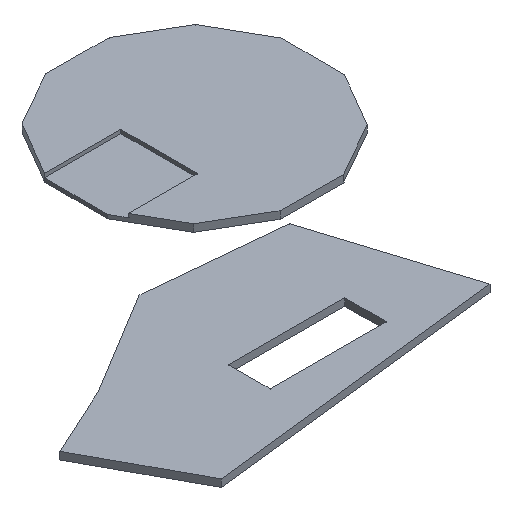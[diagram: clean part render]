
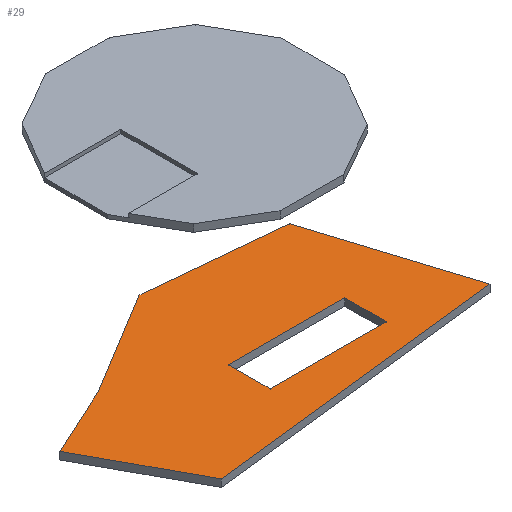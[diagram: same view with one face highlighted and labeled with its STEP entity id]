
A CAD part, isometric view. The second image highlights one B-rep face of the part: STEP entity #29.
In plain terms, the highlighted planar face has unit normal (0, 0, 1).
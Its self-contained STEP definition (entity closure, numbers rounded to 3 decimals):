
#17=FACE_BOUND('',#91,.T.);
#29=ADVANCED_FACE('',(#59,#17),#480,.T.);
#59=FACE_OUTER_BOUND('',#90,.T.);
#90=EDGE_LOOP('',(#160,#161,#162,#163,#164,#165));
#91=EDGE_LOOP('',(#166,#167,#168,#169));
#160=ORIENTED_EDGE('',*,*,#266,.T.);
#161=ORIENTED_EDGE('',*,*,#270,.T.);
#162=ORIENTED_EDGE('',*,*,#273,.T.);
#163=ORIENTED_EDGE('',*,*,#276,.T.);
#164=ORIENTED_EDGE('',*,*,#279,.T.);
#165=ORIENTED_EDGE('',*,*,#281,.T.);
#166=ORIENTED_EDGE('',*,*,#284,.T.);
#167=ORIENTED_EDGE('',*,*,#288,.T.);
#168=ORIENTED_EDGE('',*,*,#291,.T.);
#169=ORIENTED_EDGE('',*,*,#293,.T.);
#266=EDGE_CURVE('',#421,#420,#343,.T.);
#270=EDGE_CURVE('',#420,#423,#347,.T.);
#273=EDGE_CURVE('',#423,#425,#350,.T.);
#276=EDGE_CURVE('',#425,#427,#353,.T.);
#279=EDGE_CURVE('',#427,#429,#356,.T.);
#281=EDGE_CURVE('',#429,#421,#358,.T.);
#284=EDGE_CURVE('',#433,#432,#361,.T.);
#288=EDGE_CURVE('',#432,#435,#365,.T.);
#291=EDGE_CURVE('',#435,#437,#368,.T.);
#293=EDGE_CURVE('',#437,#433,#370,.T.);
#343=B_SPLINE_CURVE_WITH_KNOTS('',1,(#689,#690),.UNSPECIFIED.,.F.,.F.,(2,
2),(0.,113.269),.UNSPECIFIED.);
#347=B_SPLINE_CURVE_WITH_KNOTS('',1,(#697,#698),.UNSPECIFIED.,.F.,.F.,(2,
2),(113.269,403.8),.UNSPECIFIED.);
#350=B_SPLINE_CURVE_WITH_KNOTS('',1,(#703,#704),.UNSPECIFIED.,.F.,.F.,(2,
2),(403.8,555.825),.UNSPECIFIED.);
#353=B_SPLINE_CURVE_WITH_KNOTS('',1,(#709,#710),.UNSPECIFIED.,.F.,.F.,(2,
2),(555.825,687.282),.UNSPECIFIED.);
#356=B_SPLINE_CURVE_WITH_KNOTS('',1,(#715,#716),.UNSPECIFIED.,.F.,.F.,(2,
2),(687.282,802.155),.UNSPECIFIED.);
#358=B_SPLINE_CURVE_WITH_KNOTS('',1,(#719,#720),.UNSPECIFIED.,.F.,.F.,(2,
2),(802.155,877.244),.UNSPECIFIED.);
#361=B_SPLINE_CURVE_WITH_KNOTS('',1,(#725,#726),.UNSPECIFIED.,.F.,.F.,(2,
2),(877.244,944.121),.UNSPECIFIED.);
#365=B_SPLINE_CURVE_WITH_KNOTS('',1,(#733,#734),.UNSPECIFIED.,.F.,.F.,(2,
2),(944.121,1131.563),.UNSPECIFIED.);
#368=B_SPLINE_CURVE_WITH_KNOTS('',1,(#739,#740),.UNSPECIFIED.,.F.,.F.,(2,
2),(1131.563,1198.44),.UNSPECIFIED.);
#370=B_SPLINE_CURVE_WITH_KNOTS('',1,(#743,#744),.UNSPECIFIED.,.F.,.F.,(2,
2),(1198.44,1385.882),.UNSPECIFIED.);
#420=VERTEX_POINT('',#667);
#421=VERTEX_POINT('',#668);
#423=VERTEX_POINT('',#670);
#425=VERTEX_POINT('',#672);
#427=VERTEX_POINT('',#674);
#429=VERTEX_POINT('',#676);
#432=VERTEX_POINT('',#679);
#433=VERTEX_POINT('',#680);
#435=VERTEX_POINT('',#682);
#437=VERTEX_POINT('',#684);
#480=PLANE('',#598);
#598=AXIS2_PLACEMENT_3D('',#664,#631,$);
#631=DIRECTION('',(0.,0.,1.));
#664=CARTESIAN_POINT('',(-203.71,-371.404,12.));
#667=CARTESIAN_POINT('',(-66.28,-318.162,12.));
#668=CARTESIAN_POINT('',(-157.859,-149.464,12.));
#670=CARTESIAN_POINT('',(422.946,-262.733,12.));
#672=CARTESIAN_POINT('',(345.826,-16.915,12.));
#674=CARTESIAN_POINT('',(124.108,4.775,12.));
#676=CARTESIAN_POINT('',(-42.18,-96.444,12.));
#679=CARTESIAN_POINT('',(99.199,-164.71,12.));
#680=CARTESIAN_POINT('',(99.199,-231.587,12.));
#682=CARTESIAN_POINT('',(286.641,-164.71,12.));
#684=CARTESIAN_POINT('',(286.641,-231.587,12.));
#689=CARTESIAN_POINT('',(-157.859,-149.464,12.));
#690=CARTESIAN_POINT('',(-66.28,-318.162,12.));
#697=CARTESIAN_POINT('',(-66.28,-318.162,12.));
#698=CARTESIAN_POINT('',(422.946,-262.733,12.));
#703=CARTESIAN_POINT('',(422.946,-262.733,12.));
#704=CARTESIAN_POINT('',(345.826,-16.915,12.));
#709=CARTESIAN_POINT('',(345.826,-16.915,12.));
#710=CARTESIAN_POINT('',(124.108,4.775,12.));
#715=CARTESIAN_POINT('',(124.108,4.775,12.));
#716=CARTESIAN_POINT('',(-42.18,-96.444,12.));
#719=CARTESIAN_POINT('',(-42.18,-96.444,12.));
#720=CARTESIAN_POINT('',(-157.859,-149.464,12.));
#725=CARTESIAN_POINT('',(99.199,-231.587,12.));
#726=CARTESIAN_POINT('',(99.199,-164.71,12.));
#733=CARTESIAN_POINT('',(99.199,-164.71,12.));
#734=CARTESIAN_POINT('',(286.641,-164.71,12.));
#739=CARTESIAN_POINT('',(286.641,-164.71,12.));
#740=CARTESIAN_POINT('',(286.641,-231.587,12.));
#743=CARTESIAN_POINT('',(286.641,-231.587,12.));
#744=CARTESIAN_POINT('',(99.199,-231.587,12.));
